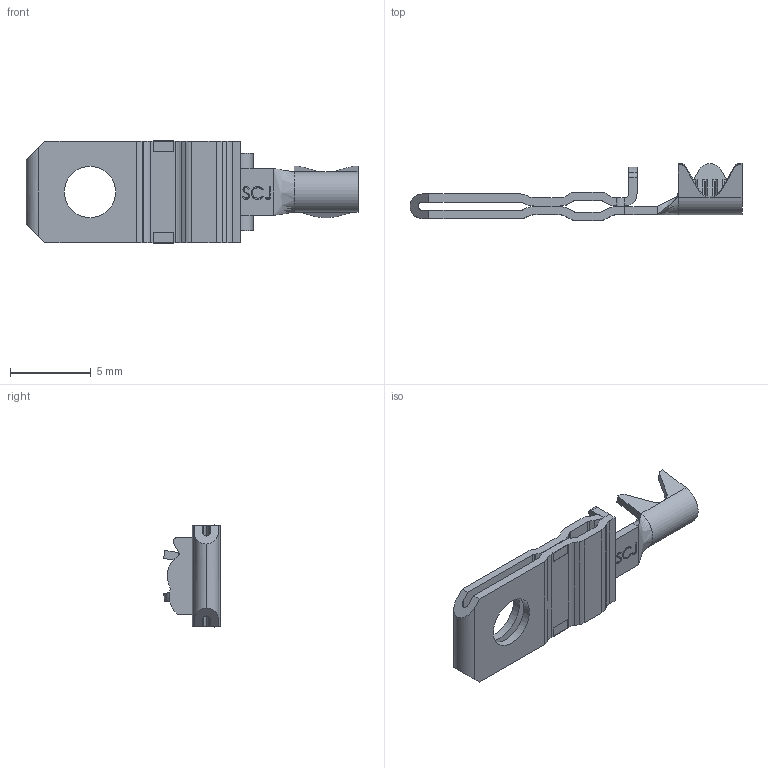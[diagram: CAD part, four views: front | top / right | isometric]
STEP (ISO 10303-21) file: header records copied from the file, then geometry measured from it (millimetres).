
FILE_DESCRIPTION (( 'STEP AP203' ), '1' );
FILE_NAME ('14316.STEP', '2015-02-23T19:52:47', ( '' ), ( '' ), 'SwSTEP 2.0', 'SolidWorks 2014', '' );
FILE_SCHEMA (( 'CONFIG_CONTROL_DESIGN' ));
Length unit declared in the file: inch
Products named in the file (1): 14316
Bounding box: 20.57 x 3.53 x 6.35 mm (x, y, z)
Volume: 95.7 mm3; surface area: 445.6 mm2
Topology: 5 solids, 5 shells, 232 faces, 611 edges, 392 vertices
Faces by surface type: plane 132, cylinder 58, bspline 34, cone 8
Entity records: 8584 total; most frequent: CARTESIAN_POINT 2959, ORIENTED_EDGE 1222, DIRECTION 1041, EDGE_CURVE 611, VECTOR 419, LINE 419, VERTEX_POINT 392, AXIS2_PLACEMENT_3D 311
